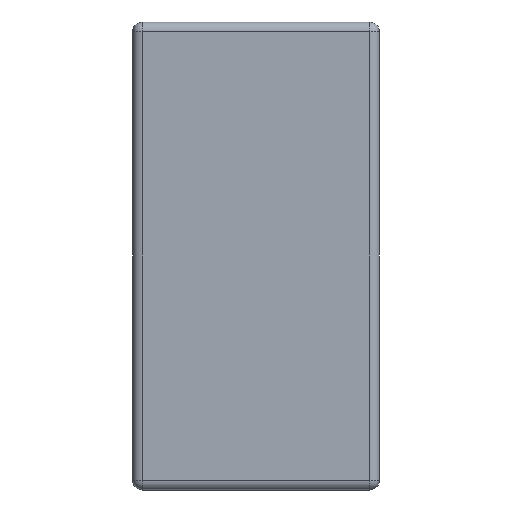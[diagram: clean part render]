
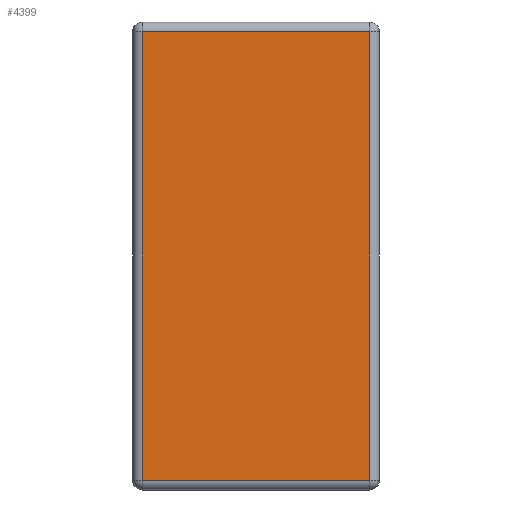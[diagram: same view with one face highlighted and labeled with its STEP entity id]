
A CAD part, left-side view. The second image highlights one B-rep face of the part: STEP entity #4399.
In plain terms, the highlighted planar face has unit normal (-1, 0, 0).
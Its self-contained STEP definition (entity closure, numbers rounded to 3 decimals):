
#42 = EDGE_LOOP ( 'NONE', ( #4560, #4268, #2233, #3738 ) ) ;
#57 = CARTESIAN_POINT ( 'NONE',  ( 0., 0.057, -0.057 ) ) ;
#245 = DIRECTION ( 'NONE',  ( -1., 0., 0. ) ) ;
#346 = DIRECTION ( 'NONE',  ( 0., -1., 0. ) ) ;
#668 = DIRECTION ( 'NONE',  ( 0., 0., 1. ) ) ;
#729 = LINE ( 'NONE', #4350, #4450 ) ;
#765 = VERTEX_POINT ( 'NONE', #57 ) ;
#772 = EDGE_CURVE ( 'NONE', #765, #3490, #3478, .T. ) ;
#1195 = LINE ( 'NONE', #3981, #2311 ) ;
#1636 = VECTOR ( 'NONE', #3709, 1000. ) ;
#1672 = PLANE ( 'NONE',  #1818 ) ;
#1734 = VECTOR ( 'NONE', #4397, 1000. ) ;
#1818 = AXIS2_PLACEMENT_3D ( 'NONE', #4610, #245, #668 ) ;
#2233 = ORIENTED_EDGE ( 'NONE', *, *, #772, .T. ) ;
#2259 = CARTESIAN_POINT ( 'NONE',  ( 0., 1.393, -2.75 ) ) ;
#2311 = VECTOR ( 'NONE', #346, 1000. ) ;
#3026 = VERTEX_POINT ( 'NONE', #3437 ) ;
#3255 = FACE_OUTER_BOUND ( 'NONE', #42, .T. ) ;
#3276 = CARTESIAN_POINT ( 'NONE',  ( 0., 1.393, -0.057 ) ) ;
#3311 = DIRECTION ( 'NONE',  ( 0., 0., 1. ) ) ;
#3329 = CARTESIAN_POINT ( 'NONE',  ( 0., 1.45, -0.057 ) ) ;
#3437 = CARTESIAN_POINT ( 'NONE',  ( 0., 1.393, -2.693 ) ) ;
#3478 = LINE ( 'NONE', #3329, #1734 ) ;
#3490 = VERTEX_POINT ( 'NONE', #3276 ) ;
#3536 = EDGE_CURVE ( 'NONE', #3026, #4242, #1195, .T. ) ;
#3621 = EDGE_CURVE ( 'NONE', #3490, #3026, #3838, .T. ) ;
#3709 = DIRECTION ( 'NONE',  ( 0., 0., -1. ) ) ;
#3738 = ORIENTED_EDGE ( 'NONE', *, *, #3621, .T. ) ;
#3838 = LINE ( 'NONE', #2259, #1636 ) ;
#3981 = CARTESIAN_POINT ( 'NONE',  ( 0., 0., -2.693 ) ) ;
#4072 = CARTESIAN_POINT ( 'NONE',  ( 0., 0.057, -2.693 ) ) ;
#4242 = VERTEX_POINT ( 'NONE', #4072 ) ;
#4268 = ORIENTED_EDGE ( 'NONE', *, *, #4548, .T. ) ;
#4350 = CARTESIAN_POINT ( 'NONE',  ( 0., 0.057, 0. ) ) ;
#4397 = DIRECTION ( 'NONE',  ( 0., 1., 0. ) ) ;
#4399 = ADVANCED_FACE ( 'NONE', ( #3255 ), #1672, .T. ) ;
#4450 = VECTOR ( 'NONE', #3311, 1000. ) ;
#4548 = EDGE_CURVE ( 'NONE', #4242, #765, #729, .T. ) ;
#4560 = ORIENTED_EDGE ( 'NONE', *, *, #3536, .T. ) ;
#4610 = CARTESIAN_POINT ( 'NONE',  ( 0., 0., 0. ) ) ;
